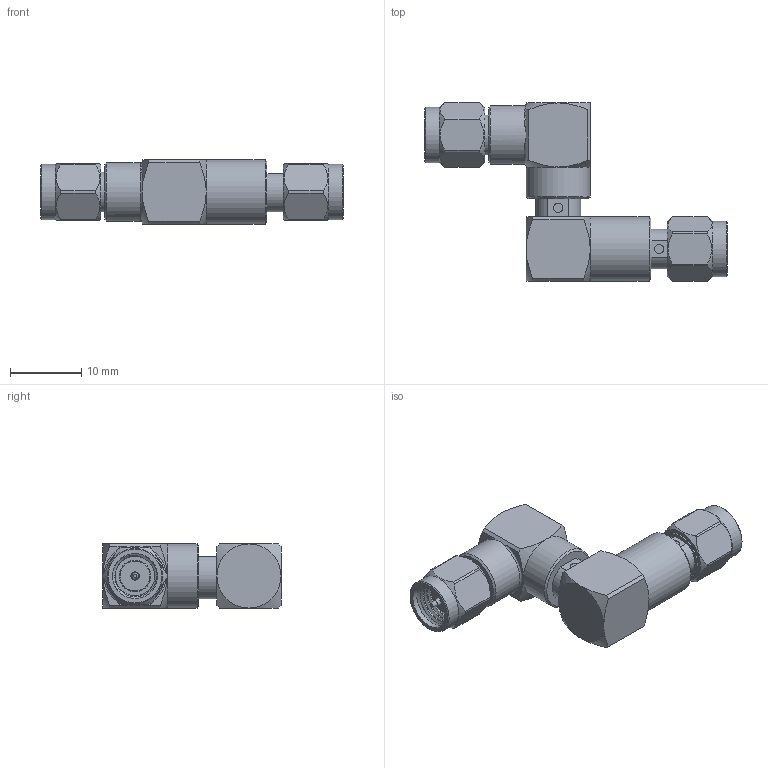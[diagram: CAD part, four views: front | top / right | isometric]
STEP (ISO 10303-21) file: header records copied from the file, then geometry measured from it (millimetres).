
FILE_DESCRIPTION (( 'STEP AP214' ), '1' );
FILE_NAME ('SM5288_3D.step', '2022-01-20T15:58:39', ( '' ), ( '' ), 'SwSTEP 2.0', 'SolidWorks 2021', '' );
FILE_SCHEMA (( 'AUTOMOTIVE_DESIGN' ));
Length unit declared in the file: inch
Products named in the file (1): SM5288_3D
Bounding box: 42.38 x 24.99 x 9 mm (x, y, z)
Volume: 3342.4 mm3; surface area: 2445.2 mm2
Topology: 1 solids, 1 shells, 141 faces, 357 edges, 238 vertices
Faces by surface type: plane 54, cylinder 46, cone 31, bspline 8, torus 2
Full cylindrical faces by diameter (mm): 0.94 x2, 1.194 x2, 1.27 x2, 4.445 x2, 5.588 x1, 6.35 x14, 6.604 x2, 7.762 x2, 8.255 x1, 9 x2
Entity records: 8090 total; most frequent: CARTESIAN_POINT 5268, ORIENTED_EDGE 604, DIRECTION 490, EDGE_CURVE 302, VERTEX_POINT 230, AXIS2_PLACEMENT_3D 220, EDGE_LOOP 184, FACE_OUTER_BOUND 151
